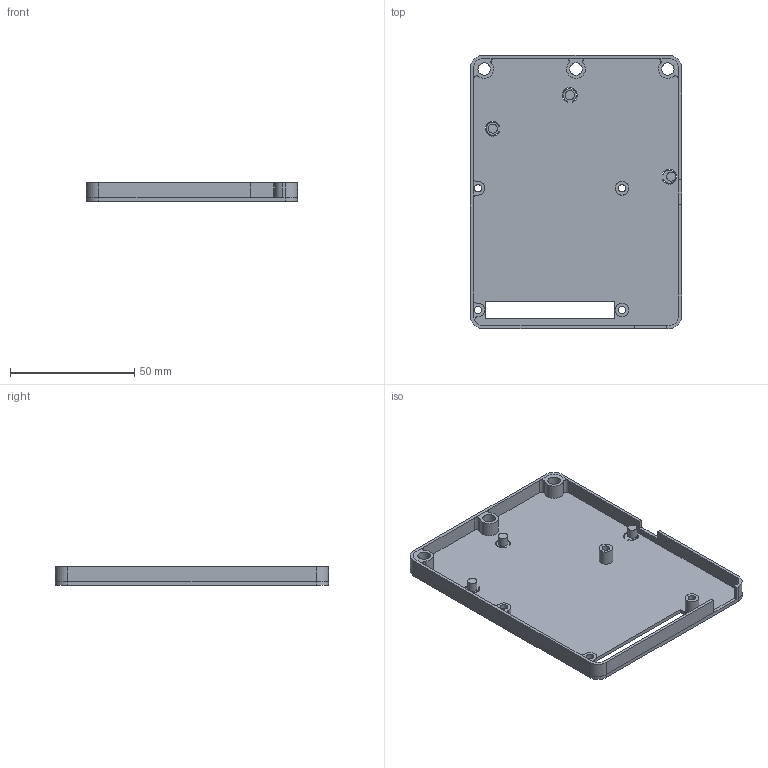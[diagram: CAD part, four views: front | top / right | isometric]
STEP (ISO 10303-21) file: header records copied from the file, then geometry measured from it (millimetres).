
FILE_DESCRIPTION(('FreeCAD Model'),'2;1');
FILE_NAME('Open CASCADE Shape Model','2026-01-05T18:29:32',(''),(''), 'Open CASCADE STEP processor 7.8','FreeCAD','Unknown');
FILE_SCHEMA(('AP242_MANAGED_MODEL_BASED_3D_ENGINEERING_MIM_LF. {1 0 10303 442 1 1 4 }'));
Length unit declared in the file: millimetre
Products named in the file (1): back
Bounding box: 85 x 110 x 7.5 mm (x, y, z)
Volume: 17073.6 mm3; surface area: 24080.9 mm2
Topology: 1 solids, 1 shells, 96 faces, 244 edges, 154 vertices
Faces by surface type: cylinder 50, plane 46
Full cylindrical faces by diameter (mm): 3 x8, 3.68 x3, 5 x6, 5.5 x2
Entity records: 2961 total; most frequent: DIRECTION 531, CARTESIAN_POINT 495, ORIENTED_EDGE 488, EDGE_CURVE 244, AXIS2_PLACEMENT_3D 190, VERTEX_POINT 154, LINE 151, VECTOR 151
